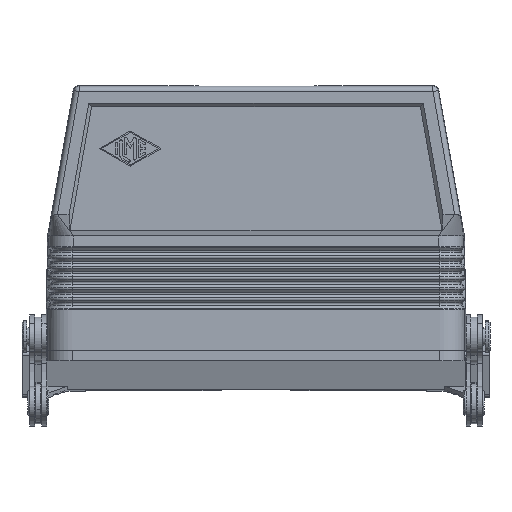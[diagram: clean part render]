
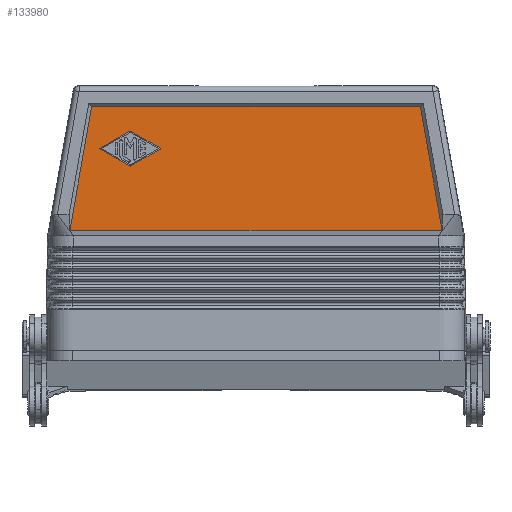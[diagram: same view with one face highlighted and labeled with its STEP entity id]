
A CAD part, left-side view. The second image highlights one B-rep face of the part: STEP entity #133980.
In plain terms, the highlighted planar face has unit normal (-1, 0, 0).
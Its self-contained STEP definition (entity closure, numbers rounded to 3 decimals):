
#132620=CARTESIAN_POINT('',(374.083,-22.843,
34.87));
#132630=VERTEX_POINT('',#132620);
#132660=CARTESIAN_POINT('',(374.083,-26.831,
12.233));
#132670=DIRECTION('',(0.,0.174,0.985));
#132680=VECTOR('',#132670,1.);
#132690=LINE('',#132660,#132680);
#132700=CARTESIAN_POINT('',(374.083,-16.613,
70.233));
#132710=VERTEX_POINT('',#132700);
#132720=EDGE_CURVE('',#132630,#132710,#132690,.T.);
#132980=CARTESIAN_POINT('',(374.083,-12.317,
48.893));
#132990=DIRECTION('',(1.,0.,0.));
#133000=DIRECTION('',(0.,1.,0.));
#133010=AXIS2_PLACEMENT_3D('',#132980,#132990,#133000);
#133020=PLANE('',#133010);
#133030=CARTESIAN_POINT('',(374.083,44.373,
34.87));
#133040=DIRECTION('',(-0.,1.,0.));
#133050=VECTOR('',#133040,1.);
#133060=LINE('',#133030,#133050);
#133070=CARTESIAN_POINT('',(374.083,83.656,
34.87));
#133080=VERTEX_POINT('',#133070);
#133090=EDGE_CURVE('',#132630,#133080,#133060,.T.);
#133100=ORIENTED_EDGE('',*,*,#133090,.F.);
#133110=CARTESIAN_POINT('',(374.083,87.644,
12.233));
#133120=DIRECTION('',(0.,-0.174,0.985));
#133130=VECTOR('',#133120,1.);
#133140=LINE('',#133110,#133130);
#133150=CARTESIAN_POINT('',(374.083,77.426,
70.233));
#133160=VERTEX_POINT('',#133150);
#133170=EDGE_CURVE('',#133080,#133160,#133140,.T.);
#133180=ORIENTED_EDGE('',*,*,#133170,.F.);
#133190=CARTESIAN_POINT('',(374.083,44.373,
70.233));
#133200=DIRECTION('',(0.,1.,0.));
#133210=VECTOR('',#133200,1.);
#133220=LINE('',#133190,#133210);
#133230=EDGE_CURVE('',#132710,#133160,#133220,.T.);
#133240=ORIENTED_EDGE('',*,*,#133230,.T.);
#133250=ORIENTED_EDGE('',*,*,#132720,.T.);
#133260=EDGE_LOOP('',(#133250,#133240,#133180,#133100));
#133270=FACE_OUTER_BOUND('',#133260,.T.);
#133280=CARTESIAN_POINT('',(374.083,74.905,
58.233));
#133290=DIRECTION('',(-1.,0.,0.));
#133300=DIRECTION('',(0.,-1.,0.));
#133310=AXIS2_PLACEMENT_3D('',#133280,#133290,#133300);
#133320=CIRCLE('',#133310,0.167);
#133330=CARTESIAN_POINT('',(374.083,74.988,
58.377));
#133340=VERTEX_POINT('',#133330);
#133350=CARTESIAN_POINT('',(374.083,74.988,
58.088));
#133360=VERTEX_POINT('',#133350);
#133370=EDGE_CURVE('',#133340,#133360,#133320,.T.);
#133380=ORIENTED_EDGE('',*,*,#133370,.F.);
#133390=CARTESIAN_POINT('',(374.083,44.373,
40.588));
#133400=DIRECTION('',(0.,-0.868,-0.496));
#133410=VECTOR('',#133400,1.);
#133420=LINE('',#133390,#133410);
#133430=CARTESIAN_POINT('',(374.083,66.572,
53.277));
#133440=VERTEX_POINT('',#133430);
#133450=EDGE_CURVE('',#133360,#133440,#133420,.T.);
#133460=ORIENTED_EDGE('',*,*,#133450,.F.);
#133470=CARTESIAN_POINT('',(374.083,66.406,
53.566));
#133480=DIRECTION('',(-1.,0.,0.));
#133490=DIRECTION('',(0.,-1.,0.));
#133500=AXIS2_PLACEMENT_3D('',#133470,#133480,#133490);
#133510=CIRCLE('',#133500,0.333);
#133520=CARTESIAN_POINT('',(374.083,66.241,
53.277));
#133530=VERTEX_POINT('',#133520);
#133540=EDGE_CURVE('',#133440,#133530,#133510,.T.);
#133550=ORIENTED_EDGE('',*,*,#133540,.F.);
#133560=CARTESIAN_POINT('',(374.083,44.373,
65.777));
#133570=DIRECTION('',(0.,-0.868,0.496));
#133580=VECTOR('',#133570,1.);
#133590=LINE('',#133560,#133580);
#133600=CARTESIAN_POINT('',(374.083,57.824,
58.088));
#133610=VERTEX_POINT('',#133600);
#133620=EDGE_CURVE('',#133530,#133610,#133590,.T.);
#133630=ORIENTED_EDGE('',*,*,#133620,.F.);
#133640=CARTESIAN_POINT('',(374.083,57.907,
58.233));
#133650=DIRECTION('',(-1.,0.,0.));
#133660=DIRECTION('',(0.,-1.,0.));
#133670=AXIS2_PLACEMENT_3D('',#133640,#133650,#133660);
#133680=CIRCLE('',#133670,0.167);
#133690=CARTESIAN_POINT('',(374.083,57.824,
58.377));
#133700=VERTEX_POINT('',#133690);
#133710=EDGE_CURVE('',#133610,#133700,#133680,.T.);
#133720=ORIENTED_EDGE('',*,*,#133710,.F.);
#133730=CARTESIAN_POINT('',(374.083,44.373,
50.688));
#133740=DIRECTION('',(0.,0.868,0.496));
#133750=VECTOR('',#133740,1.);
#133760=LINE('',#133730,#133750);
#133770=CARTESIAN_POINT('',(374.083,66.241,
63.188));
#133780=VERTEX_POINT('',#133770);
#133790=EDGE_CURVE('',#133700,#133780,#133760,.T.);
#133800=ORIENTED_EDGE('',*,*,#133790,.F.);
#133810=CARTESIAN_POINT('',(374.083,66.406,
62.899));
#133820=DIRECTION('',(-1.,0.,0.));
#133830=DIRECTION('',(0.,-1.,0.));
#133840=AXIS2_PLACEMENT_3D('',#133810,#133820,#133830);
#133850=CIRCLE('',#133840,0.333);
#133860=CARTESIAN_POINT('',(374.083,66.572,
63.188));
#133870=VERTEX_POINT('',#133860);
#133880=EDGE_CURVE('',#133780,#133870,#133850,.T.);
#133890=ORIENTED_EDGE('',*,*,#133880,.F.);
#133900=CARTESIAN_POINT('',(374.083,44.373,
75.877));
#133910=DIRECTION('',(0.,0.868,-0.496));
#133920=VECTOR('',#133910,1.);
#133930=LINE('',#133900,#133920);
#133940=EDGE_CURVE('',#133870,#133340,#133930,.T.);
#133950=ORIENTED_EDGE('',*,*,#133940,.F.);
#133960=EDGE_LOOP('',(#133950,#133890,#133800,#133720,#133630,#133550,
#133460,#133380));
#133970=FACE_BOUND('',#133960,.T.);
#133980=ADVANCED_FACE('',(#133270,#133970),#133020,.F.);
